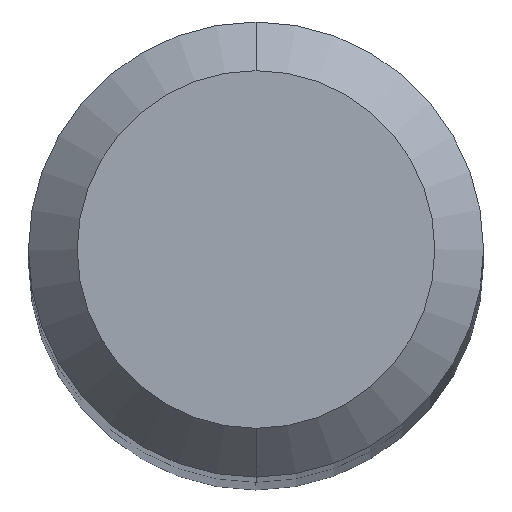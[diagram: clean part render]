
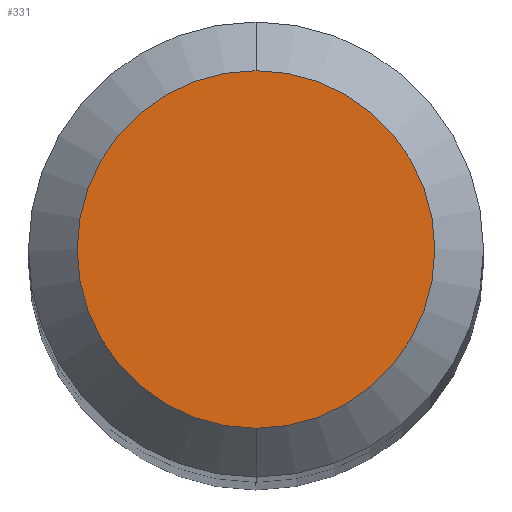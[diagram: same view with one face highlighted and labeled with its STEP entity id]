
A CAD part, top view. The second image highlights one B-rep face of the part: STEP entity #331.
In plain terms, the highlighted planar face has unit normal (0, 0, 1).
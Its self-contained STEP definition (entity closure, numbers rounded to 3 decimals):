
#7 = VERTEX_POINT ( 'NONE', #197 ) ;
#15 = DIRECTION ( 'NONE',  ( 0., 0., -1. ) ) ;
#55 = ORIENTED_EDGE ( 'NONE', *, *, #245, .F. ) ;
#56 = CARTESIAN_POINT ( 'NONE',  ( 0., 0., 93. ) ) ;
#63 = DIRECTION ( 'NONE',  ( 0., 1., 0. ) ) ;
#67 = CARTESIAN_POINT ( 'NONE',  ( 0., 0., 93. ) ) ;
#77 = EDGE_CURVE ( 'NONE', #149, #7, #97, .T. ) ;
#90 = DIRECTION ( 'NONE',  ( 0., 1., 0. ) ) ;
#96 = DIRECTION ( 'NONE',  ( 0., 0., -1. ) ) ;
#97 = CIRCLE ( 'NONE', #239, 2.2 ) ;
#108 = CIRCLE ( 'NONE', #332, 2.2 ) ;
#134 = CARTESIAN_POINT ( 'NONE',  ( 0., -2.2, 93. ) ) ;
#139 = CARTESIAN_POINT ( 'NONE',  ( 0., 0., 93. ) ) ;
#149 = VERTEX_POINT ( 'NONE', #134 ) ;
#162 = DIRECTION ( 'NONE',  ( 0., 0., -1. ) ) ;
#166 = AXIS2_PLACEMENT_3D ( 'NONE', #139, #96, #333 ) ;
#197 = CARTESIAN_POINT ( 'NONE',  ( 0., 2.2, 93. ) ) ;
#201 = EDGE_LOOP ( 'NONE', ( #55, #284 ) ) ;
#216 = FACE_OUTER_BOUND ( 'NONE', #201, .T. ) ;
#239 = AXIS2_PLACEMENT_3D ( 'NONE', #56, #15, #63 ) ;
#245 = EDGE_CURVE ( 'NONE', #7, #149, #108, .T. ) ;
#284 = ORIENTED_EDGE ( 'NONE', *, *, #77, .F. ) ;
#304 = PLANE ( 'NONE',  #166 ) ;
#331 = ADVANCED_FACE ( 'NONE', ( #216 ), #304, .F. ) ;
#332 = AXIS2_PLACEMENT_3D ( 'NONE', #67, #162, #90 ) ;
#333 = DIRECTION ( 'NONE',  ( 0., 1., 0. ) ) ;
